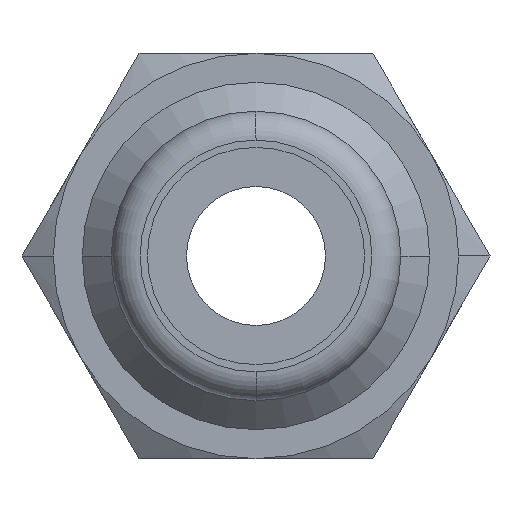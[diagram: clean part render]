
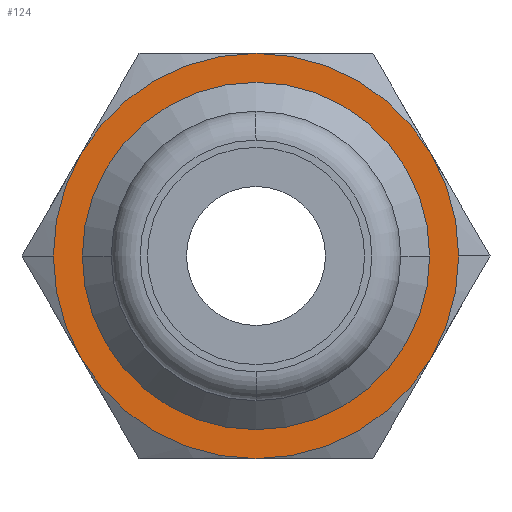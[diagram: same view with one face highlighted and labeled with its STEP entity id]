
A CAD part, front view. The second image highlights one B-rep face of the part: STEP entity #124.
In plain terms, the highlighted planar face has unit normal (0, -1, 0).
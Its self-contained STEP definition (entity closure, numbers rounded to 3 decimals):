
#124=ADVANCED_FACE('',(#283,#284),#285,.T.);
#283=FACE_OUTER_BOUND('',#29735,.T.);
#284=FACE_BOUND('',#29736,.T.);
#285=PLANE('',#29737);
#29735=EDGE_LOOP('',(#30019,#30020,#30021,#30022,#30023,#30024,#30025,#30026));
#29736=EDGE_LOOP('',(#30027,#30028));
#29737=AXIS2_PLACEMENT_3D('',#30029,#30030,#30031);
#30019=ORIENTED_EDGE('',*,*,#30426,.F.);
#30020=ORIENTED_EDGE('',*,*,#30441,.F.);
#30021=ORIENTED_EDGE('',*,*,#30428,.F.);
#30022=ORIENTED_EDGE('',*,*,#30442,.F.);
#30023=ORIENTED_EDGE('',*,*,#30443,.F.);
#30024=ORIENTED_EDGE('',*,*,#30444,.F.);
#30025=ORIENTED_EDGE('',*,*,#30423,.F.);
#30026=ORIENTED_EDGE('',*,*,#30445,.F.);
#30027=ORIENTED_EDGE('',*,*,#30381,.F.);
#30028=ORIENTED_EDGE('',*,*,#30446,.F.);
#30029=CARTESIAN_POINT('',(3.5,20.0,0.0));
#30030=DIRECTION('',(-0.0,-1.0,-0.0));
#30031=DIRECTION('',(-1.0,0.0,0.0));
#30381=EDGE_CURVE('',#30588,#30585,#30590,.T.);
#30423=EDGE_CURVE('',#30660,#30657,#30662,.T.);
#30426=EDGE_CURVE('',#30629,#30664,#30666,.T.);
#30428=EDGE_CURVE('',#30616,#30668,#30669,.T.);
#30441=EDGE_CURVE('',#30668,#30629,#30688,.T.);
#30442=EDGE_CURVE('',#30689,#30616,#30690,.T.);
#30443=EDGE_CURVE('',#30691,#30689,#30692,.T.);
#30444=EDGE_CURVE('',#30657,#30691,#30693,.T.);
#30445=EDGE_CURVE('',#30664,#30660,#30694,.T.);
#30446=EDGE_CURVE('',#30585,#30588,#30695,.T.);
#30585=VERTEX_POINT('',#33116);
#30588=VERTEX_POINT('',#33120);
#30590=CIRCLE('',#33123,6.0);
#30616=VERTEX_POINT('',#33153);
#30629=VERTEX_POINT('',#33212);
#30657=VERTEX_POINT('',#33286);
#30660=VERTEX_POINT('',#33300);
#30662=CIRCLE('',#33313,7.0);
#30664=VERTEX_POINT('',#33315);
#30666=CIRCLE('',#33318,7.0);
#30668=VERTEX_POINT('',#33320);
#30669=CIRCLE('',#33321,7.0);
#30688=CIRCLE('',#33386,7.0);
#30689=VERTEX_POINT('',#33387);
#30690=CIRCLE('',#33388,7.0);
#30691=VERTEX_POINT('',#33389);
#30692=CIRCLE('',#33390,7.0);
#30693=CIRCLE('',#33391,7.0);
#30694=CIRCLE('',#33392,7.0);
#30695=CIRCLE('',#33393,6.0);
#33116=CARTESIAN_POINT('',(6.0,20.0,0.));
#33120=CARTESIAN_POINT('',(-6.0,20.0,0.));
#33123=AXIS2_PLACEMENT_3D('',#33644,#33645,#33646);
#33153=CARTESIAN_POINT('',(-6.062,20.0,3.5));
#33212=CARTESIAN_POINT('',(6.062,20.0,3.5));
#33286=CARTESIAN_POINT('',(0.0,20.0,-7.0));
#33300=CARTESIAN_POINT('',(6.062,20.0,-3.5));
#33313=AXIS2_PLACEMENT_3D('',#33700,#33701,#33702);
#33315=CARTESIAN_POINT('',(7.0,20.0,0.));
#33318=AXIS2_PLACEMENT_3D('',#33704,#33705,#33706);
#33320=CARTESIAN_POINT('',(0.,20.0,7.0));
#33321=AXIS2_PLACEMENT_3D('',#33707,#33708,#33709);
#33386=AXIS2_PLACEMENT_3D('',#33721,#33722,#33723);
#33387=CARTESIAN_POINT('',(-7.0,20.0,0.));
#33388=AXIS2_PLACEMENT_3D('',#33724,#33725,#33726);
#33389=CARTESIAN_POINT('',(-6.062,20.0,-3.5));
#33390=AXIS2_PLACEMENT_3D('',#33727,#33728,#33729);
#33391=AXIS2_PLACEMENT_3D('',#33730,#33731,#33732);
#33392=AXIS2_PLACEMENT_3D('',#33733,#33734,#33735);
#33393=AXIS2_PLACEMENT_3D('',#33736,#33737,#33738);
#33644=CARTESIAN_POINT('',(0.0,20.0,0.0));
#33645=DIRECTION('',(0.0,-1.0,0.0));
#33646=DIRECTION('',(1.0,0.0,0.0));
#33700=CARTESIAN_POINT('',(0.0,20.0,0.0));
#33701=DIRECTION('',(-0.0,1.0,0.0));
#33702=DIRECTION('',(1.0,0.0,0.0));
#33704=CARTESIAN_POINT('',(0.0,20.0,0.0));
#33705=DIRECTION('',(-0.0,1.0,0.0));
#33706=DIRECTION('',(1.0,0.0,0.0));
#33707=CARTESIAN_POINT('',(0.0,20.0,0.0));
#33708=DIRECTION('',(-0.0,1.0,0.0));
#33709=DIRECTION('',(1.0,0.0,0.0));
#33721=CARTESIAN_POINT('',(0.0,20.0,0.0));
#33722=DIRECTION('',(-0.0,1.0,0.0));
#33723=DIRECTION('',(1.0,0.0,0.0));
#33724=CARTESIAN_POINT('',(0.0,20.0,0.0));
#33725=DIRECTION('',(-0.0,1.0,0.0));
#33726=DIRECTION('',(1.0,0.0,0.0));
#33727=CARTESIAN_POINT('',(0.0,20.0,0.0));
#33728=DIRECTION('',(-0.0,1.0,0.0));
#33729=DIRECTION('',(1.0,0.0,0.0));
#33730=CARTESIAN_POINT('',(0.0,20.0,0.0));
#33731=DIRECTION('',(-0.0,1.0,0.0));
#33732=DIRECTION('',(1.0,0.0,0.0));
#33733=CARTESIAN_POINT('',(0.0,20.0,0.0));
#33734=DIRECTION('',(-0.0,1.0,0.0));
#33735=DIRECTION('',(1.0,0.0,0.0));
#33736=CARTESIAN_POINT('',(0.0,20.0,0.0));
#33737=DIRECTION('',(0.0,-1.0,0.0));
#33738=DIRECTION('',(1.0,0.0,0.0));
